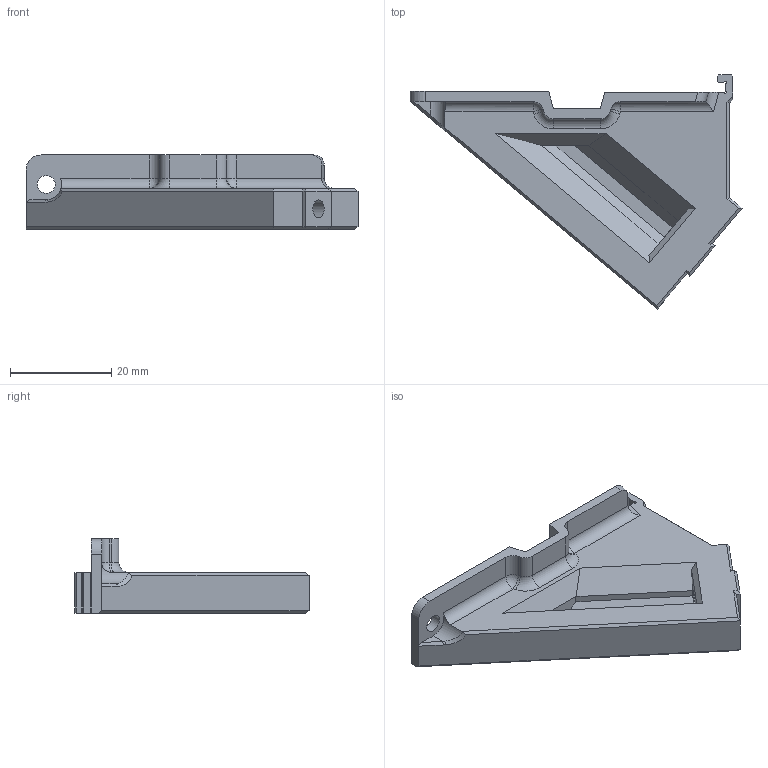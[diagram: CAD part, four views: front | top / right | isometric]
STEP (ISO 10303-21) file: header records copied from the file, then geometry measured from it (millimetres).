
FILE_DESCRIPTION(/* description */ (''),/* implementation_level */ '2;1');
FILE_NAME(/* name */ 'xlcd-support-right_R.stp',/* time_stamp */ '2024-01-18T11:37:12+01:00',/* author */ ('Mikuláček'),/* organization */ (''),/* preprocessor_version */ 'ST-DEVELOPER v19.2',/* originating_system */ 'Autodesk Inventor 2023',/* authorisation */ '');
FILE_SCHEMA (('AUTOMOTIVE_DESIGN { 1 0 10303 214 3 1 1 }'));
Length unit declared in the file: millimetre
Products named in the file (1): xlcd-support-right
Bounding box: 65.47 x 46.16 x 14.62 mm (x, y, z)
Volume: 11360.5 mm3; surface area: 5842.6 mm2
Topology: 1 solids, 1 shells, 153 faces, 403 edges, 258 vertices
Faces by surface type: plane 103, bspline 25, cylinder 21, sphere 2, torus 2
Full cylindrical faces by diameter (mm): 3.5 x2
Entity records: 4860 total; most frequent: CARTESIAN_POINT 1179, ORIENTED_EDGE 806, DIRECTION 652, EDGE_CURVE 403, LINE 308, VECTOR 308, VERTEX_POINT 258, AXIS2_PLACEMENT_3D 172
